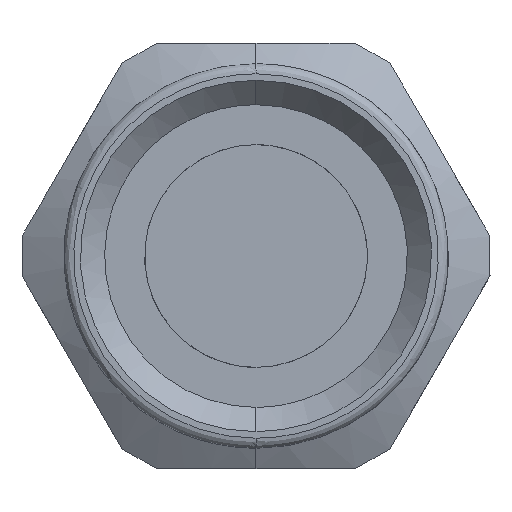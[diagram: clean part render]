
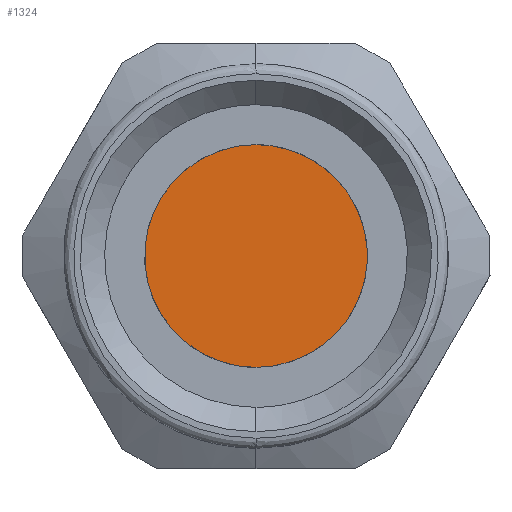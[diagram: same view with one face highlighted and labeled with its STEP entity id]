
A CAD part, front view. The second image highlights one B-rep face of the part: STEP entity #1324.
In plain terms, the highlighted free-form (B-spline) face has degree [1, 1] with [2, 2] control points.
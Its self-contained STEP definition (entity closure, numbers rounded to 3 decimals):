
#4 = CARTESIAN_POINT ( 'NONE',  ( 5.5, 12.327, -3.222 ) ) ;
#45 = CARTESIAN_POINT ( 'NONE',  ( 0., 12.327, 5.5 ) ) ;
#345 = VERTEX_POINT ( 'NONE', #3235 ) ;
#466 = VERTEX_POINT ( 'NONE', #3360 ) ;
#485 = CARTESIAN_POINT ( 'NONE',  ( 3.222, 12.327, 5.5 ) ) ;
#636 = EDGE_CURVE ( 'NONE', #466, #345, #2011, .T. ) ;
#656 = FACE_OUTER_BOUND ( 'NONE', #1204, .T. ) ;
#805 = CARTESIAN_POINT ( 'NONE',  ( 0., 12.327, -5.5 ) ) ;
#1058 = CARTESIAN_POINT ( 'NONE',  ( 5.5, 12.327, 3.222 ) ) ;
#1204 = EDGE_LOOP ( 'NONE', ( #2290, #2493 ) ) ;
#1324 = ADVANCED_FACE ( 'NONE', ( #656 ), #2157, .F. ) ;
#1372 = CARTESIAN_POINT ( 'NONE',  ( 5.5, 12.327, 0. ) ) ;
#1520 = CARTESIAN_POINT ( 'NONE',  ( -5.566, 12.327, -5.566 ) ) ;
#1676 = CARTESIAN_POINT ( 'NONE',  ( 3.222, 12.327, -5.5 ) ) ;
#1782 = CARTESIAN_POINT ( 'NONE',  ( 5.566, 12.327, 5.566 ) ) ;
#1864 = CARTESIAN_POINT ( 'NONE',  ( -11., 12.327, -5.5 ) ) ;
#1895 = CARTESIAN_POINT ( 'NONE',  ( 0., 12.327, -5.5 ) ) ;
#2011 =( BOUNDED_CURVE ( )  B_SPLINE_CURVE ( 3, ( #1895, #1864, #3110, #45 ),
 .UNSPECIFIED., .F., .F. ) 
 B_SPLINE_CURVE_WITH_KNOTS ( ( 4, 4 ),
 ( -3.142, 0. ),
 .UNSPECIFIED. ) 
 CURVE ( )  GEOMETRIC_REPRESENTATION_ITEM ( )  RATIONAL_B_SPLINE_CURVE ( ( 1., 0.333, 0.333, 1. ) ) 
 REPRESENTATION_ITEM ( '' )  );
#2157 = B_SPLINE_SURFACE_WITH_KNOTS ( 'NONE', 1, 1, ( 
 ( #1520, #3493 ),
 ( #2927, #1782 ) ),
 .UNSPECIFIED., .F., .F., .F.,
 ( 2, 2 ),
 ( 2, 2 ),
 ( 0., 1. ),
 ( 0., 1. ),
 .UNSPECIFIED. ) ;
#2290 = ORIENTED_EDGE ( 'NONE', *, *, #636, .F. ) ;
#2302 = EDGE_CURVE ( 'NONE', #345, #466, #3590, .T. ) ;
#2493 = ORIENTED_EDGE ( 'NONE', *, *, #2302, .F. ) ;
#2927 = CARTESIAN_POINT ( 'NONE',  ( -5.566, 12.327, 5.566 ) ) ;
#3110 = CARTESIAN_POINT ( 'NONE',  ( -11., 12.327, 5.5 ) ) ;
#3235 = CARTESIAN_POINT ( 'NONE',  ( 0., 12.327, 5.5 ) ) ;
#3360 = CARTESIAN_POINT ( 'NONE',  ( 0., 12.327, -5.5 ) ) ;
#3493 = CARTESIAN_POINT ( 'NONE',  ( 5.566, 12.327, -5.566 ) ) ;
#3554 = CARTESIAN_POINT ( 'NONE',  ( 0., 12.327, 5.5 ) ) ;
#3590 =( BOUNDED_CURVE ( )  B_SPLINE_CURVE ( 3, ( #3554, #485, #1058, #1372, #4, #1676, #805 ),
 .UNSPECIFIED., .F., .F. ) 
 B_SPLINE_CURVE_WITH_KNOTS ( ( 4, 3, 4 ),
 ( -3.142, -1.571, 0. ),
 .UNSPECIFIED. ) 
 CURVE ( )  GEOMETRIC_REPRESENTATION_ITEM ( )  RATIONAL_B_SPLINE_CURVE ( ( 1., 0.805, 0.805, 1., 0.805, 0.805, 1. ) ) 
 REPRESENTATION_ITEM ( '' )  );
